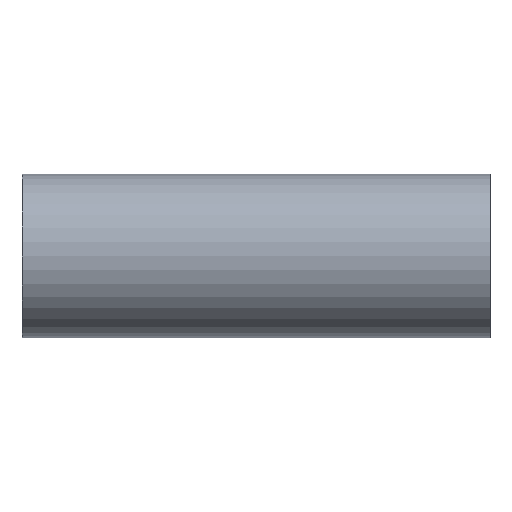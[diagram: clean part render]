
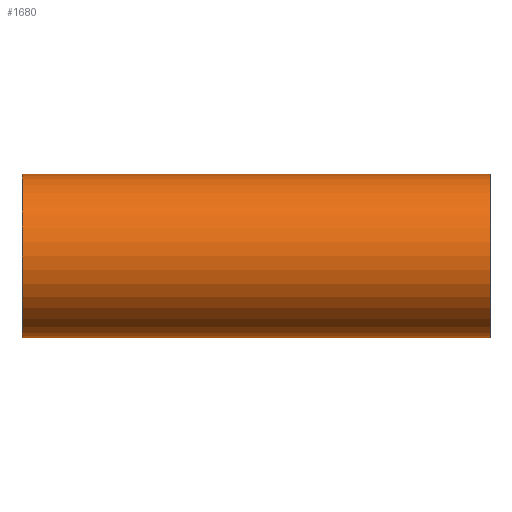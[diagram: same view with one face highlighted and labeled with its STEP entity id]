
A CAD part, front view. The second image highlights one B-rep face of the part: STEP entity #1680.
In plain terms, the highlighted cylindrical face has radius 175.254 mm (diameter 350.508 mm), a full revolution.
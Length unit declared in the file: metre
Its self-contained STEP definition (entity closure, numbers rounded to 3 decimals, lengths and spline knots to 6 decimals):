
#508=ORIENTED_EDGE('',*,*,#1026,.F.);
#509=ORIENTED_EDGE('',*,*,#1027,.T.);
#1026=EDGE_CURVE('',#1285,#1285,#1459,.T.);
#1027=EDGE_CURVE('',#1286,#1286,#1460,.T.);
#1285=VERTEX_POINT('',#2127);
#1286=VERTEX_POINT('',#2129);
#1459=CIRCLE('',#1789,0.175254);
#1460=CIRCLE('',#1790,0.175254);
#1469=EDGE_LOOP('',(#508));
#1470=EDGE_LOOP('',(#509));
#1572=FACE_BOUND('',#1469,.T.);
#1573=FACE_BOUND('',#1470,.T.);
#1675=CYLINDRICAL_SURFACE('',#1788,0.175254);
#1680=ADVANCED_FACE('',(#1572,#1573),#1675,.T.);
#1788=AXIS2_PLACEMENT_3D('',#2125,#1849,#1850);
#1789=AXIS2_PLACEMENT_3D('',#2126,#1851,#1852);
#1790=AXIS2_PLACEMENT_3D('',#2128,#1853,#1854);
#1849=DIRECTION('',(-1.,0.,0.));
#1850=DIRECTION('',(0.,0.,1.));
#1851=DIRECTION('',(1.,0.,0.));
#1852=DIRECTION('',(0.,0.,-1.));
#1853=DIRECTION('',(1.,0.,0.));
#1854=DIRECTION('',(0.,0.,-1.));
#2125=CARTESIAN_POINT('',(0.98,1.25699,0.008427));
#2126=CARTESIAN_POINT('',(0.98,1.25699,0.008427));
#2127=CARTESIAN_POINT('',(0.98,1.25699,-0.166827));
#2128=CARTESIAN_POINT('',(-0.025,1.25699,0.008427));
#2129=CARTESIAN_POINT('',(-0.025,1.25699,-0.166827));
